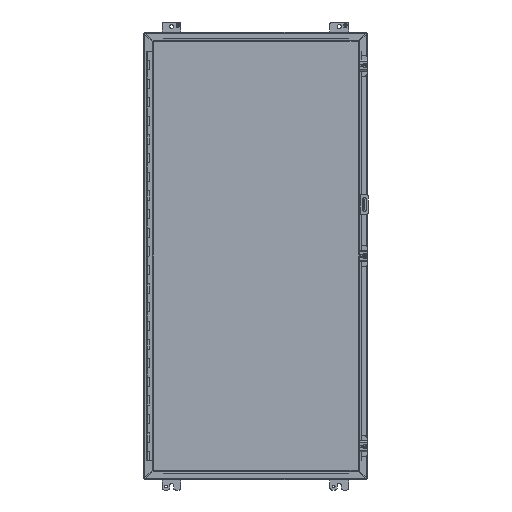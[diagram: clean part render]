
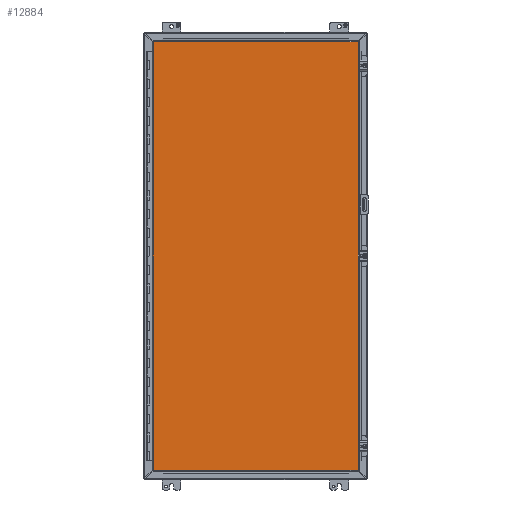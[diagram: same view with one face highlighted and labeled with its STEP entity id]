
A CAD part, front view. The second image highlights one B-rep face of the part: STEP entity #12884.
In plain terms, the highlighted planar face has unit normal (0, -1, 0).
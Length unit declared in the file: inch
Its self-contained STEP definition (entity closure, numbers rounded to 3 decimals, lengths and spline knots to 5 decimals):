
#2483 = LINE ( 'NONE', #33900, #50714 ) ;
#2543 = LINE ( 'NONE', #42239, #34930 ) ;
#3583 = LINE ( 'NONE', #46695, #20501 ) ;
#4971 = EDGE_CURVE ( 'NONE', #49003, #50264, #15769, .T. ) ;
#6101 = DIRECTION ( 'NONE',  ( 0., -1., 0. ) ) ;
#12676 = ORIENTED_EDGE ( 'NONE', *, *, #34421, .F. ) ;
#12884 = ADVANCED_FACE ( 'NONE', ( #41661 ), #45833, .T. ) ;
#15628 = AXIS2_PLACEMENT_3D ( 'NONE', #41908, #6101, #32854 ) ;
#15769 = LINE ( 'NONE', #35757, #39782 ) ;
#16180 = EDGE_LOOP ( 'NONE', ( #47979, #29144, #12676, #28521 ) ) ;
#19037 = EDGE_CURVE ( 'NONE', #22756, #49003, #3583, .T. ) ;
#20254 = VERTEX_POINT ( 'NONE', #33280 ) ;
#20501 = VECTOR ( 'NONE', #51340, 39.37008 ) ;
#21941 = DIRECTION ( 'NONE',  ( 0., 0., 1. ) ) ;
#22756 = VERTEX_POINT ( 'NONE', #36353 ) ;
#28521 = ORIENTED_EDGE ( 'NONE', *, *, #34047, .F. ) ;
#29144 = ORIENTED_EDGE ( 'NONE', *, *, #19037, .F. ) ;
#32854 = DIRECTION ( 'NONE',  ( 0., 0., -1. ) ) ;
#33280 = CARTESIAN_POINT ( 'NONE',  ( -10.955, -9.185, -22.9945 ) ) ;
#33900 = CARTESIAN_POINT ( 'NONE',  ( -10.955, -9.185, -22.9945 ) ) ;
#34047 = EDGE_CURVE ( 'NONE', #50264, #20254, #2543, .T. ) ;
#34421 = EDGE_CURVE ( 'NONE', #20254, #22756, #2483, .T. ) ;
#34930 = VECTOR ( 'NONE', #37842, 39.37008 ) ;
#35757 = CARTESIAN_POINT ( 'NONE',  ( 11.017, -9.185, 22.9945 ) ) ;
#36353 = CARTESIAN_POINT ( 'NONE',  ( -10.955, -9.185, 22.9945 ) ) ;
#36725 = CARTESIAN_POINT ( 'NONE',  ( 11.017, -9.185, -22.9945 ) ) ;
#37283 = CARTESIAN_POINT ( 'NONE',  ( 11.017, -9.185, 22.9945 ) ) ;
#37842 = DIRECTION ( 'NONE',  ( -1., 0., 0. ) ) ;
#39782 = VECTOR ( 'NONE', #47705, 39.37008 ) ;
#41661 = FACE_OUTER_BOUND ( 'NONE', #16180, .T. ) ;
#41908 = CARTESIAN_POINT ( 'NONE',  ( -10.955, -9.185, -22.9945 ) ) ;
#42239 = CARTESIAN_POINT ( 'NONE',  ( 11.017, -9.185, -22.9945 ) ) ;
#45833 = PLANE ( 'NONE',  #15628 ) ;
#46695 = CARTESIAN_POINT ( 'NONE',  ( -10.955, -9.185, 22.9945 ) ) ;
#47705 = DIRECTION ( 'NONE',  ( 0., 0., -1. ) ) ;
#47979 = ORIENTED_EDGE ( 'NONE', *, *, #4971, .F. ) ;
#49003 = VERTEX_POINT ( 'NONE', #37283 ) ;
#50264 = VERTEX_POINT ( 'NONE', #36725 ) ;
#50714 = VECTOR ( 'NONE', #21941, 39.37008 ) ;
#51340 = DIRECTION ( 'NONE',  ( 1., 0., 0. ) ) ;
